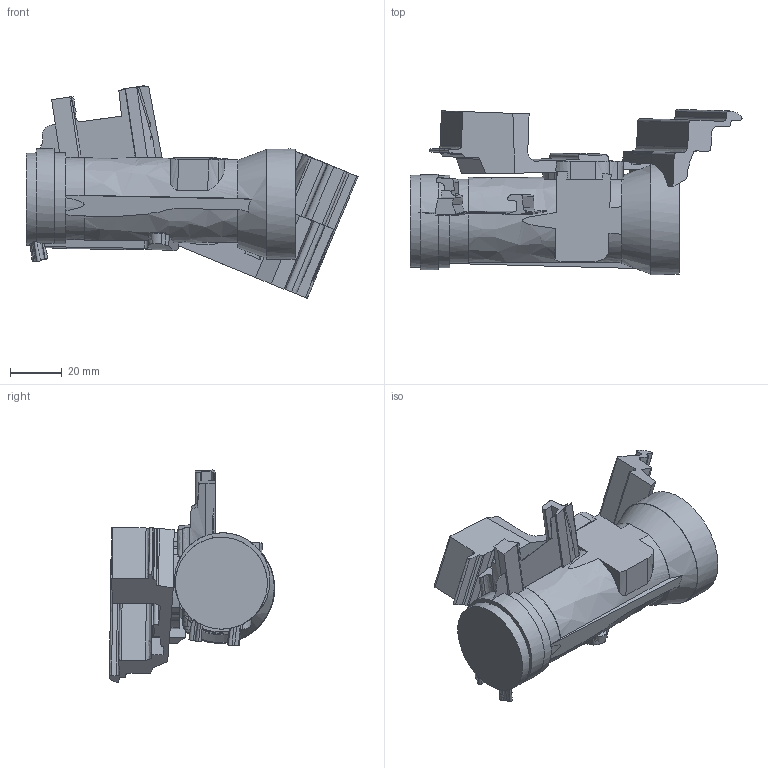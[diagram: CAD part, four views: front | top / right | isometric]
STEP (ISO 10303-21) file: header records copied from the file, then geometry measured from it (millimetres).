
FILE_DESCRIPTION(('STEP AP214'),'1');
FILE_NAME('22jm.stp','2019-05-30T18:47:11',(' '),(' '),'Spatial InterOp 3D',' ',' ');
FILE_SCHEMA(('automotive_design'));
Length unit declared in the file: millimetre
Products named in the file (1): 1
Bounding box: 127.95 x 63.71 x 81.96 mm (x, y, z)
Volume: 143191 mm3; surface area: 29917.7 mm2
Topology: 1 solids, 1 shells, 264 faces, 785 edges, 522 vertices
Faces by surface type: bspline 264
Entity records: 9982 total; most frequent: CARTESIAN_POINT 3759, ORIENTED_EDGE 1554, DIRECTION 989, EDGE_CURVE 777, VERTEX_POINT 518, AXIS2_PLACEMENT_3D 332, LINE 325, VECTOR 325
